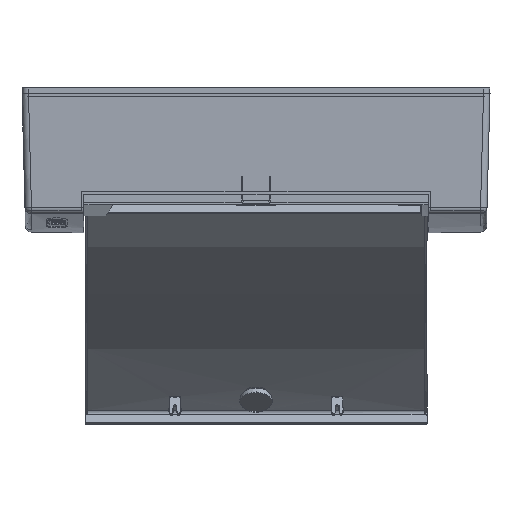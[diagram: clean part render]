
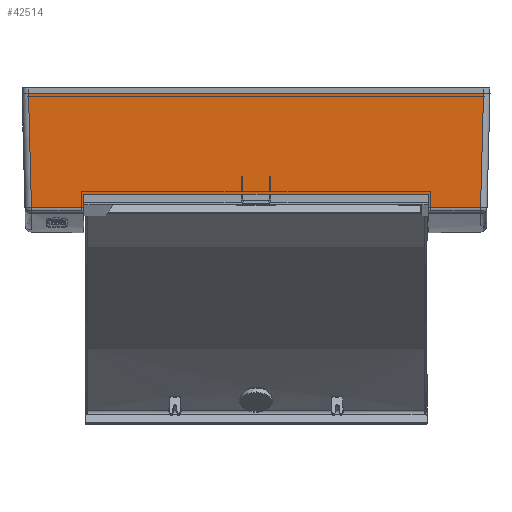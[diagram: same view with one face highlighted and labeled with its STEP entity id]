
A CAD part, left-side view. The second image highlights one B-rep face of the part: STEP entity #42514.
In plain terms, the highlighted face is planar.
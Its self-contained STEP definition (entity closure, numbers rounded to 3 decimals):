
#2060=LINE('',#60310,#5340);
#2075=LINE('',#60351,#5355);
#2103=LINE('',#60578,#5383);
#2104=LINE('',#60582,#5384);
#2105=LINE('',#60584,#5385);
#2106=LINE('',#60586,#5386);
#2107=LINE('',#60588,#5387);
#2108=LINE('',#60589,#5388);
#5340=VECTOR('',#49721,1000.);
#5355=VECTOR('',#49754,1000.);
#5383=VECTOR('',#49820,1000.);
#5384=VECTOR('',#49825,1000.);
#5385=VECTOR('',#49826,1000.);
#5386=VECTOR('',#49827,1000.);
#5387=VECTOR('',#49828,1000.);
#5388=VECTOR('',#49829,1000.);
#9822=ORIENTED_EDGE('',*,*,#18869,.T.);
#9823=ORIENTED_EDGE('',*,*,#18870,.F.);
#9824=ORIENTED_EDGE('',*,*,#18871,.T.);
#9825=ORIENTED_EDGE('',*,*,#18872,.T.);
#9826=ORIENTED_EDGE('',*,*,#18822,.T.);
#9827=ORIENTED_EDGE('',*,*,#18873,.F.);
#9828=ORIENTED_EDGE('',*,*,#18867,.F.);
#9829=ORIENTED_EDGE('',*,*,#18802,.T.);
#18802=EDGE_CURVE('',#23462,#23461,#2060,.T.);
#18822=EDGE_CURVE('',#23479,#23480,#2075,.T.);
#18867=EDGE_CURVE('',#23462,#23503,#2103,.T.);
#18869=EDGE_CURVE('',#23461,#23504,#2104,.T.);
#18870=EDGE_CURVE('',#23505,#23504,#2105,.T.);
#18871=EDGE_CURVE('',#23505,#23506,#2106,.T.);
#18872=EDGE_CURVE('',#23506,#23479,#2107,.T.);
#18873=EDGE_CURVE('',#23503,#23480,#2108,.T.);
#23461=VERTEX_POINT('',#60309);
#23462=VERTEX_POINT('',#60311);
#23479=VERTEX_POINT('',#60352);
#23480=VERTEX_POINT('',#60353);
#23503=VERTEX_POINT('',#60579);
#23504=VERTEX_POINT('',#60583);
#23505=VERTEX_POINT('',#60585);
#23506=VERTEX_POINT('',#60587);
#28388=EDGE_LOOP('',(#9822,#9823,#9824,#9825,#9826,#9827,#9828,#9829));
#31951=FACE_BOUND('',#28388,.T.);
#35318=PLANE('',#44724);
#42514=ADVANCED_FACE('',(#31951),#35318,.F.);
#44724=AXIS2_PLACEMENT_3D('',#60581,#49823,#49824);
#49721=DIRECTION('',(0.026,0.,1.));
#49754=DIRECTION('',(0.,-1.,0.));
#49820=DIRECTION('',(0.,-1.,0.));
#49823=DIRECTION('',(-1.,0.,0.026));
#49824=DIRECTION('',(-0.026,0.,-1.));
#49825=DIRECTION('',(0.,1.,0.));
#49826=DIRECTION('',(0.026,0.,1.));
#49827=DIRECTION('',(0.,1.,0.));
#49828=DIRECTION('',(0.026,0.026,0.999));
#49829=DIRECTION('',(0.026,-0.026,0.999));
#60309=CARTESIAN_POINT('',(141.378,47.75,-77.199));
#60310=CARTESIAN_POINT('',(141.105,47.75,-87.637));
#60311=CARTESIAN_POINT('',(141.105,47.75,-87.637));
#60351=CARTESIAN_POINT('',(143.4,180.25,0.));
#60352=CARTESIAN_POINT('',(143.4,355.502,0.));
#60353=CARTESIAN_POINT('',(143.4,4.998,0.));
#60578=CARTESIAN_POINT('',(141.105,180.25,-87.637));
#60579=CARTESIAN_POINT('',(141.105,7.293,-87.637));
#60581=CARTESIAN_POINT('',(143.4,180.25,0.));
#60582=CARTESIAN_POINT('',(141.378,47.75,-77.199));
#60583=CARTESIAN_POINT('',(141.378,312.75,-77.199));
#60584=CARTESIAN_POINT('',(141.105,312.75,-87.637));
#60585=CARTESIAN_POINT('',(141.105,312.75,-87.637));
#60586=CARTESIAN_POINT('',(141.105,180.25,-87.637));
#60587=CARTESIAN_POINT('',(141.105,353.207,-87.637));
#60588=CARTESIAN_POINT('',(143.28,355.382,-4.583));
#60589=CARTESIAN_POINT('',(143.28,5.118,-4.583));
